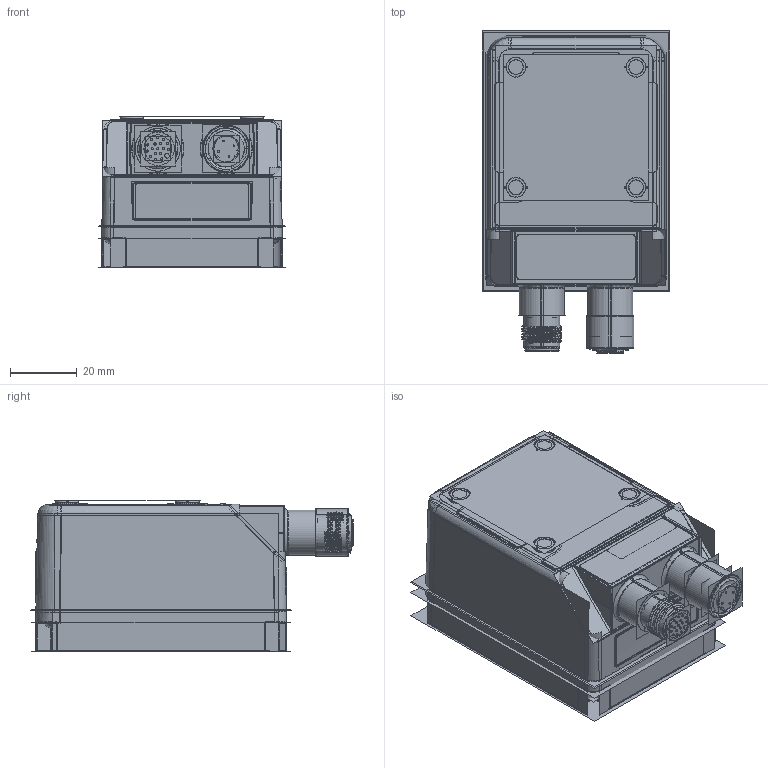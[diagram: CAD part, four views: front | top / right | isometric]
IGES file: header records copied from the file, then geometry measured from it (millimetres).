
Start section:  PTC IGES file: 218456.igs
Global section: file name: 218456.igs; native system: Creo Parametric by PTC Inc.; preprocessor: 2019292; author: PDMAdmin; organization: Unknown; date: 20200910.124140; units: millimetre
Bounding box: 56.16 x 96.51 x 45.12 mm (x, y, z)
Volume: 171705.3 mm3; surface area: 255592.3 mm2
Topology: 8 solids, 8 shells, 3490 faces, 16974 edges, 20736 vertices
Faces by surface type: bspline 2746, revolution 744
